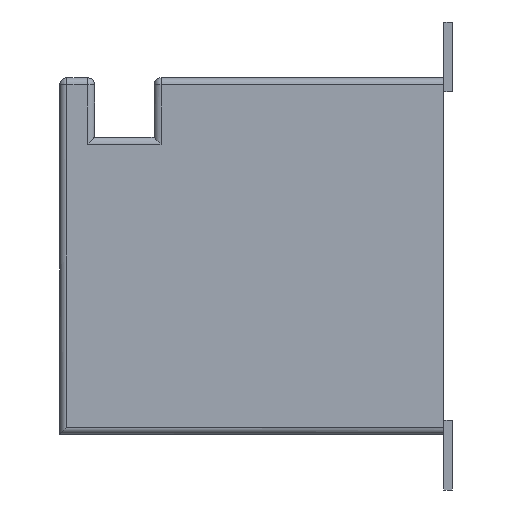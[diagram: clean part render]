
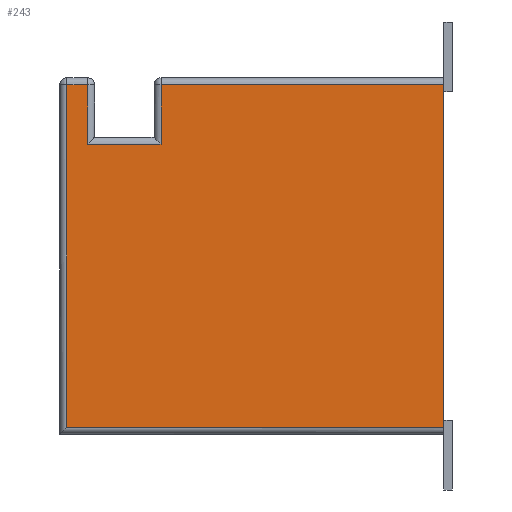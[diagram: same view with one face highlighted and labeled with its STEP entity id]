
A CAD part, left-side view. The second image highlights one B-rep face of the part: STEP entity #243.
In plain terms, the highlighted planar face has unit normal (-1, 0, 0).
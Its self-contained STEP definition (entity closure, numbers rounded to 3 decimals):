
#16 = EDGE_LOOP ( 'NONE', ( #2208, #847, #1906, #368, #686, #2898, #2678, #1340 ) ) ;
#193 = VECTOR ( 'NONE', #1747, 1000. ) ;
#201 = VECTOR ( 'NONE', #2871, 1000. ) ;
#229 = PLANE ( 'NONE',  #2065 ) ;
#243 = ADVANCED_FACE ( 'NONE', ( #2529 ), #229, .F. ) ;
#368 = ORIENTED_EDGE ( 'NONE', *, *, #405, .T. ) ;
#374 = VECTOR ( 'NONE', #1721, 1000. ) ;
#405 = EDGE_CURVE ( 'NONE', #3577, #1904, #3156, .T. ) ;
#453 = VERTEX_POINT ( 'NONE', #1706 ) ;
#482 = CARTESIAN_POINT ( 'NONE',  ( 0., 0., 0. ) ) ;
#522 = EDGE_CURVE ( 'NONE', #564, #3558, #857, .T. ) ;
#564 = VERTEX_POINT ( 'NONE', #2404 ) ;
#577 = CARTESIAN_POINT ( 'NONE',  ( 0., 0., -0.1 ) ) ;
#602 = CARTESIAN_POINT ( 'NONE',  ( 0., 4.05, 0. ) ) ;
#611 = CARTESIAN_POINT ( 'NONE',  ( 0., 0., -5. ) ) ;
#641 = CARTESIAN_POINT ( 'NONE',  ( 0., 4.05, -0.95 ) ) ;
#686 = ORIENTED_EDGE ( 'NONE', *, *, #3673, .T. ) ;
#847 = ORIENTED_EDGE ( 'NONE', *, *, #2435, .T. ) ;
#857 = LINE ( 'NONE', #577, #374 ) ;
#972 = CARTESIAN_POINT ( 'NONE',  ( 0., 4.05, -0.1 ) ) ;
#1106 = CARTESIAN_POINT ( 'NONE',  ( 0., 5.4, -0.1 ) ) ;
#1317 = CARTESIAN_POINT ( 'NONE',  ( 0., 5.4, 0. ) ) ;
#1335 = LINE ( 'NONE', #1317, #2781 ) ;
#1340 = ORIENTED_EDGE ( 'NONE', *, *, #522, .T. ) ;
#1619 = DIRECTION ( 'NONE',  ( 0., 0., -1. ) ) ;
#1621 = VECTOR ( 'NONE', #1767, 1000. ) ;
#1652 = CARTESIAN_POINT ( 'NONE',  ( 0., 5.1, -0.95 ) ) ;
#1682 = EDGE_CURVE ( 'NONE', #2080, #564, #2437, .T. ) ;
#1706 = CARTESIAN_POINT ( 'NONE',  ( 0., 5.4, -5. ) ) ;
#1718 = CARTESIAN_POINT ( 'NONE',  ( 0., 0., -0.1 ) ) ;
#1721 = DIRECTION ( 'NONE',  ( 0., 1., 0. ) ) ;
#1743 = CARTESIAN_POINT ( 'NONE',  ( 0., 0., 0. ) ) ;
#1747 = DIRECTION ( 'NONE',  ( 0., 0., -1. ) ) ;
#1767 = DIRECTION ( 'NONE',  ( 0., 0., -1. ) ) ;
#1769 = VECTOR ( 'NONE', #2401, 1000. ) ;
#1842 = EDGE_CURVE ( 'NONE', #3577, #2331, #2861, .T. ) ;
#1904 = VERTEX_POINT ( 'NONE', #972 ) ;
#1906 = ORIENTED_EDGE ( 'NONE', *, *, #1842, .F. ) ;
#2033 = VECTOR ( 'NONE', #2414, 1000. ) ;
#2065 = AXIS2_PLACEMENT_3D ( 'NONE', #482, #3045, #2832 ) ;
#2075 = CARTESIAN_POINT ( 'NONE',  ( 0., 0., -0.1 ) ) ;
#2080 = VERTEX_POINT ( 'NONE', #1652 ) ;
#2122 = CARTESIAN_POINT ( 'NONE',  ( 0., 0., -5. ) ) ;
#2184 = LINE ( 'NONE', #2122, #1769 ) ;
#2208 = ORIENTED_EDGE ( 'NONE', *, *, #3723, .T. ) ;
#2317 = LINE ( 'NONE', #602, #193 ) ;
#2331 = VERTEX_POINT ( 'NONE', #611 ) ;
#2401 = DIRECTION ( 'NONE',  ( 0., -1., 0. ) ) ;
#2404 = CARTESIAN_POINT ( 'NONE',  ( 0., 5.1, -0.1 ) ) ;
#2414 = DIRECTION ( 'NONE',  ( 0., 0., 1. ) ) ;
#2435 = EDGE_CURVE ( 'NONE', #453, #2331, #2184, .T. ) ;
#2437 = LINE ( 'NONE', #3599, #2033 ) ;
#2529 = FACE_OUTER_BOUND ( 'NONE', #16, .T. ) ;
#2653 = CARTESIAN_POINT ( 'NONE',  ( 0., 0., -0.95 ) ) ;
#2678 = ORIENTED_EDGE ( 'NONE', *, *, #1682, .T. ) ;
#2781 = VECTOR ( 'NONE', #1619, 1000. ) ;
#2832 = DIRECTION ( 'NONE',  ( 0., 0., -1. ) ) ;
#2861 = LINE ( 'NONE', #1743, #1621 ) ;
#2871 = DIRECTION ( 'NONE',  ( 0., 1., 0. ) ) ;
#2898 = ORIENTED_EDGE ( 'NONE', *, *, #3603, .T. ) ;
#3045 = DIRECTION ( 'NONE',  ( 1., 0., 0. ) ) ;
#3156 = LINE ( 'NONE', #1718, #201 ) ;
#3222 = DIRECTION ( 'NONE',  ( 0., 1., 0. ) ) ;
#3439 = VECTOR ( 'NONE', #3222, 1000. ) ;
#3463 = LINE ( 'NONE', #2653, #3439 ) ;
#3558 = VERTEX_POINT ( 'NONE', #1106 ) ;
#3577 = VERTEX_POINT ( 'NONE', #2075 ) ;
#3599 = CARTESIAN_POINT ( 'NONE',  ( 0., 5.1, 0. ) ) ;
#3603 = EDGE_CURVE ( 'NONE', #3628, #2080, #3463, .T. ) ;
#3628 = VERTEX_POINT ( 'NONE', #641 ) ;
#3673 = EDGE_CURVE ( 'NONE', #1904, #3628, #2317, .T. ) ;
#3723 = EDGE_CURVE ( 'NONE', #3558, #453, #1335, .T. ) ;
